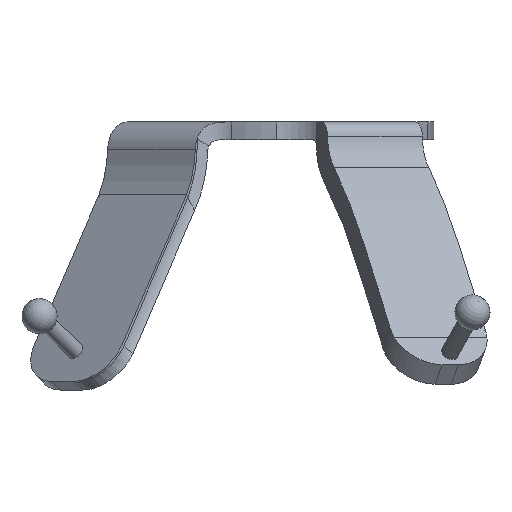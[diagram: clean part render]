
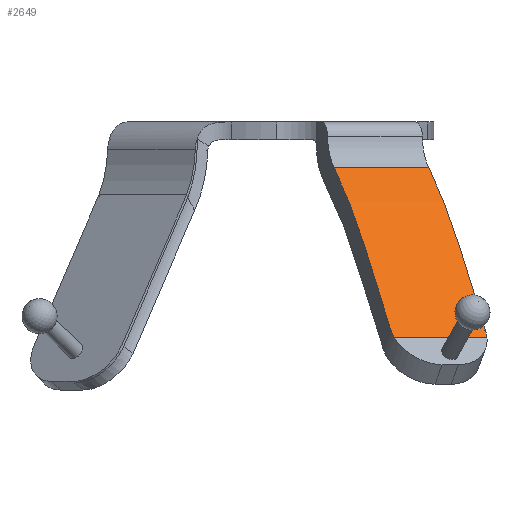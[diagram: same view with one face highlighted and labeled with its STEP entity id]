
A CAD part, left-side view. The second image highlights one B-rep face of the part: STEP entity #2649.
In plain terms, the highlighted free-form (B-spline) face has degree [3, 1] with [12, 2] control points.
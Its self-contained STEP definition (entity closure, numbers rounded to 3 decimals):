
#337=FACE_OUTER_BOUND('',#487,.T.);
#487=EDGE_LOOP('',(#2205,#2206,#2207,#2208,#2209,#2210));
#698=LINE('',#4957,#897);
#699=LINE('',#4971,#898);
#897=VECTOR('',#3375,900.);
#898=VECTOR('',#3376,900.);
#1023=B_SPLINE_CURVE_WITH_KNOTS('',3,(#4818,#4819,#4820,#4821,#4822,#4823,
#4824,#4825,#4826,#4827,#4828,#4829,#4830,#4831,#4832,#4833),
 .UNSPECIFIED.,.F.,.F.,(4,3,3,3,3,4),(-3.646,-3.624,
-3.084,-2.544,-1.464,0.),
 .UNSPECIFIED.);
#1026=B_SPLINE_CURVE_WITH_KNOTS('',3,(#4871,#4872,#4873,#4874,#4875,#4876,
#4877,#4878,#4879,#4880,#4881,#4882,#4883,#4884,#4885,#4886),
 .UNSPECIFIED.,.F.,.F.,(4,3,3,3,3,4),(0.,0.017,
0.43,0.843,1.668,2.787),
 .UNSPECIFIED.);
#1029=B_SPLINE_CURVE_WITH_KNOTS('',3,(#4958,#4959,#4960,#4961,#4962,#4963,
#4964,#4965,#4966,#4967,#4968,#4969,#4970),.UNSPECIFIED.,.F.,.F.,(4,3,3,
3,4),(-0.187,-0.119,-0.094,-0.035,
0.),.UNSPECIFIED.);
#1030=B_SPLINE_CURVE_WITH_KNOTS('',3,(#4972,#4973,#4974,#4975,#4976,#4977,
#4978,#4979,#4980,#4981,#4982,#4983,#4984),.UNSPECIFIED.,.F.,.F.,(4,3,3,
3,4),(-0.187,-0.128,-0.094,-0.026,
0.),.UNSPECIFIED.);
#1248=VERTEX_POINT('',#4816);
#1249=VERTEX_POINT('',#4817);
#1254=VERTEX_POINT('',#4868);
#1255=VERTEX_POINT('',#4870);
#1258=VERTEX_POINT('',#4955);
#1259=VERTEX_POINT('',#4956);
#1596=EDGE_CURVE('',#1248,#1249,#1023,.F.);
#1603=EDGE_CURVE('',#1255,#1254,#1026,.F.);
#1610=EDGE_CURVE('',#1258,#1259,#698,.T.);
#1611=EDGE_CURVE('',#1258,#1249,#1029,.T.);
#1612=EDGE_CURVE('',#1248,#1255,#699,.T.);
#1613=EDGE_CURVE('',#1254,#1259,#1030,.T.);
#2205=ORIENTED_EDGE('',*,*,#1610,.F.);
#2206=ORIENTED_EDGE('',*,*,#1611,.T.);
#2207=ORIENTED_EDGE('',*,*,#1596,.F.);
#2208=ORIENTED_EDGE('',*,*,#1612,.T.);
#2209=ORIENTED_EDGE('',*,*,#1603,.T.);
#2210=ORIENTED_EDGE('',*,*,#1613,.T.);
#2569=B_SPLINE_SURFACE_WITH_KNOTS('',3,1,((#4931,#4932),(#4933,#4934),(#4935,
#4936),(#4937,#4938),(#4939,#4940),(#4941,#4942),(#4943,#4944),(#4945,#4946),
(#4947,#4948),(#4949,#4950),(#4951,#4952),(#4953,#4954)),.UNSPECIFIED.,
 .F.,.F.,.F.,(4,2,2,2,2,4),(2,2),(0.,0.5,0.75,0.875,1.,1.058),
(0.,2.171),.UNSPECIFIED.);
#2649=ADVANCED_FACE('',(#337),#2569,.F.);
#3375=DIRECTION('',(-0.449,0.894,0.));
#3376=DIRECTION('',(-0.449,0.894,0.));
#4816=CARTESIAN_POINT('',(-21.256,-20.829,-4.326));
#4817=CARTESIAN_POINT('',(-38.529,-29.507,-29.152));
#4818=CARTESIAN_POINT('Ctrl Pts',(-38.529,-29.507,-29.152));
#4819=CARTESIAN_POINT('Ctrl Pts',(-38.496,-29.49,-29.101));
#4820=CARTESIAN_POINT('Ctrl Pts',(-38.463,-29.474,-29.05));
#4821=CARTESIAN_POINT('Ctrl Pts',(-38.43,-29.457,-28.998));
#4822=CARTESIAN_POINT('Ctrl Pts',(-37.642,-29.061,-27.769));
#4823=CARTESIAN_POINT('Ctrl Pts',(-36.896,-28.686,-26.534));
#4824=CARTESIAN_POINT('Ctrl Pts',(-36.132,-28.302,-25.281));
#4825=CARTESIAN_POINT('Ctrl Pts',(-35.368,-27.919,-24.027));
#4826=CARTESIAN_POINT('Ctrl Pts',(-34.603,-27.534,-22.761));
#4827=CARTESIAN_POINT('Ctrl Pts',(-33.829,-27.145,-21.492));
#4828=CARTESIAN_POINT('Ctrl Pts',(-32.28,-26.367,-18.955));
#4829=CARTESIAN_POINT('Ctrl Pts',(-30.692,-25.569,-16.403));
#4830=CARTESIAN_POINT('Ctrl Pts',(-28.99,-24.714,-13.913));
#4831=CARTESIAN_POINT('Ctrl Pts',(-26.684,-23.556,-10.537));
#4832=CARTESIAN_POINT('Ctrl Pts',(-24.165,-22.29,-7.27));
#4833=CARTESIAN_POINT('Ctrl Pts',(-21.256,-20.829,-4.326));
#4868=CARTESIAN_POINT('',(-45.839,-14.956,-29.152));
#4870=CARTESIAN_POINT('',(-28.566,-6.278,-4.326));
#4871=CARTESIAN_POINT('Ctrl Pts',(-45.839,-14.956,-29.152));
#4872=CARTESIAN_POINT('Ctrl Pts',(-45.806,-14.939,-29.101));
#4873=CARTESIAN_POINT('Ctrl Pts',(-45.773,-14.923,-29.05));
#4874=CARTESIAN_POINT('Ctrl Pts',(-45.74,-14.906,-28.998));
#4875=CARTESIAN_POINT('Ctrl Pts',(-44.953,-14.511,-27.769));
#4876=CARTESIAN_POINT('Ctrl Pts',(-44.206,-14.135,-26.534));
#4877=CARTESIAN_POINT('Ctrl Pts',(-43.442,-13.752,-25.281));
#4878=CARTESIAN_POINT('Ctrl Pts',(-42.678,-13.368,-24.027));
#4879=CARTESIAN_POINT('Ctrl Pts',(-41.913,-12.984,-22.761));
#4880=CARTESIAN_POINT('Ctrl Pts',(-41.139,-12.595,-21.492));
#4881=CARTESIAN_POINT('Ctrl Pts',(-39.59,-11.816,-18.955));
#4882=CARTESIAN_POINT('Ctrl Pts',(-38.002,-11.019,-16.403));
#4883=CARTESIAN_POINT('Ctrl Pts',(-36.301,-10.164,-13.913));
#4884=CARTESIAN_POINT('Ctrl Pts',(-33.995,-9.005,-10.537));
#4885=CARTESIAN_POINT('Ctrl Pts',(-31.476,-7.74,-7.27));
#4886=CARTESIAN_POINT('Ctrl Pts',(-28.566,-6.278,-4.326));
#4931=CARTESIAN_POINT('Ctrl Pts',(-16.817,-18.599,-0.366));
#4932=CARTESIAN_POINT('Ctrl Pts',(-25.59,-1.138,-0.366));
#4933=CARTESIAN_POINT('Ctrl Pts',(-21.72,-21.062,-4.186));
#4934=CARTESIAN_POINT('Ctrl Pts',(-30.493,-3.601,-4.186));
#4935=CARTESIAN_POINT('Ctrl Pts',(-25.587,-23.005,-8.931));
#4936=CARTESIAN_POINT('Ctrl Pts',(-34.359,-5.544,-8.931));
#4937=CARTESIAN_POINT('Ctrl Pts',(-30.692,-25.569,-16.403));
#4938=CARTESIAN_POINT('Ctrl Pts',(-39.464,-8.108,-16.403));
#4939=CARTESIAN_POINT('Ctrl Pts',(-32.28,-26.367,-18.955));
#4940=CARTESIAN_POINT('Ctrl Pts',(-41.052,-8.906,-18.955));
#4941=CARTESIAN_POINT('Ctrl Pts',(-34.603,-27.534,-22.761));
#4942=CARTESIAN_POINT('Ctrl Pts',(-43.376,-10.073,-22.761));
#4943=CARTESIAN_POINT('Ctrl Pts',(-35.368,-27.919,-24.027));
#4944=CARTESIAN_POINT('Ctrl Pts',(-44.14,-10.458,-24.027));
#4945=CARTESIAN_POINT('Ctrl Pts',(-36.896,-28.686,-26.534));
#4946=CARTESIAN_POINT('Ctrl Pts',(-45.668,-11.225,-26.534));
#4947=CARTESIAN_POINT('Ctrl Pts',(-37.642,-29.061,-27.769));
#4948=CARTESIAN_POINT('Ctrl Pts',(-46.415,-11.601,-27.769));
#4949=CARTESIAN_POINT('Ctrl Pts',(-38.797,-29.642,-29.571));
#4950=CARTESIAN_POINT('Ctrl Pts',(-47.57,-12.181,-29.571));
#4951=CARTESIAN_POINT('Ctrl Pts',(-39.183,-29.835,-30.156));
#4952=CARTESIAN_POINT('Ctrl Pts',(-47.955,-12.374,-30.156));
#4953=CARTESIAN_POINT('Ctrl Pts',(-39.554,-30.022,-30.727));
#4954=CARTESIAN_POINT('Ctrl Pts',(-48.327,-12.561,-30.727));
#4955=CARTESIAN_POINT('',(-39.494,-29.772,-30.5));
#4956=CARTESIAN_POINT('',(-46.629,-15.572,-30.5));
#4957=CARTESIAN_POINT('',(-43.062,-22.672,-30.5));
#4958=CARTESIAN_POINT('Ctrl Pts',(-39.494,-29.772,-30.5));
#4959=CARTESIAN_POINT('Ctrl Pts',(-39.369,-29.762,-30.34));
#4960=CARTESIAN_POINT('Ctrl Pts',(-39.246,-29.744,-30.179));
#4961=CARTESIAN_POINT('Ctrl Pts',(-39.126,-29.718,-30.016));
#4962=CARTESIAN_POINT('Ctrl Pts',(-39.081,-29.708,-29.955));
#4963=CARTESIAN_POINT('Ctrl Pts',(-39.036,-29.697,-29.893));
#4964=CARTESIAN_POINT('Ctrl Pts',(-38.992,-29.684,-29.832));
#4965=CARTESIAN_POINT('Ctrl Pts',(-38.89,-29.656,-29.69));
#4966=CARTESIAN_POINT('Ctrl Pts',(-38.791,-29.623,-29.548));
#4967=CARTESIAN_POINT('Ctrl Pts',(-38.696,-29.583,-29.406));
#4968=CARTESIAN_POINT('Ctrl Pts',(-38.639,-29.56,-29.321));
#4969=CARTESIAN_POINT('Ctrl Pts',(-38.583,-29.534,-29.237));
#4970=CARTESIAN_POINT('Ctrl Pts',(-38.529,-29.507,-29.152));
#4971=CARTESIAN_POINT('',(-21.256,-20.829,-4.326));
#4972=CARTESIAN_POINT('Ctrl Pts',(-45.839,-14.956,-29.152));
#4973=CARTESIAN_POINT('Ctrl Pts',(-45.931,-15.002,-29.295));
#4974=CARTESIAN_POINT('Ctrl Pts',(-46.021,-15.054,-29.438));
#4975=CARTESIAN_POINT('Ctrl Pts',(-46.107,-15.112,-29.58));
#4976=CARTESIAN_POINT('Ctrl Pts',(-46.159,-15.147,-29.664));
#4977=CARTESIAN_POINT('Ctrl Pts',(-46.209,-15.183,-29.748));
#4978=CARTESIAN_POINT('Ctrl Pts',(-46.258,-15.221,-29.832));
#4979=CARTESIAN_POINT('Ctrl Pts',(-46.354,-15.296,-29.995));
#4980=CARTESIAN_POINT('Ctrl Pts',(-46.446,-15.378,-30.158));
#4981=CARTESIAN_POINT('Ctrl Pts',(-46.533,-15.468,-30.319));
#4982=CARTESIAN_POINT('Ctrl Pts',(-46.565,-15.502,-30.38));
#4983=CARTESIAN_POINT('Ctrl Pts',(-46.597,-15.536,-30.44));
#4984=CARTESIAN_POINT('Ctrl Pts',(-46.629,-15.572,-30.5));
